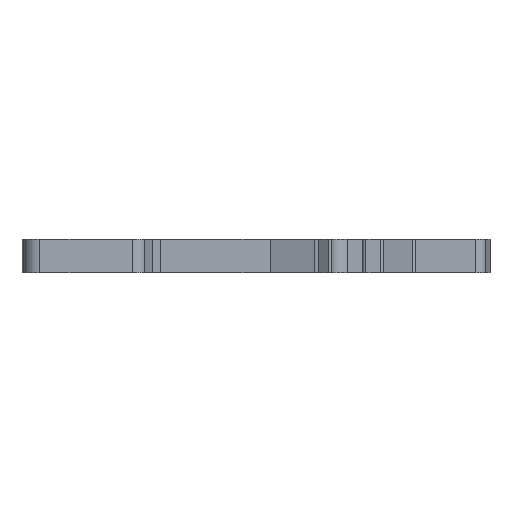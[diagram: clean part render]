
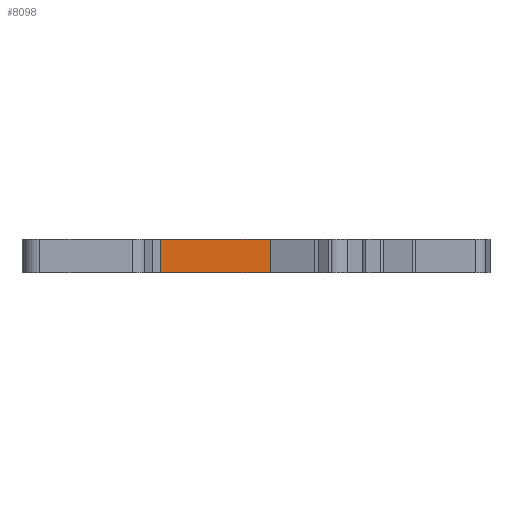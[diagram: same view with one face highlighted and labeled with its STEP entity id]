
A CAD part, front view. The second image highlights one B-rep face of the part: STEP entity #8098.
In plain terms, the highlighted planar face has unit normal (0, -1, 0).
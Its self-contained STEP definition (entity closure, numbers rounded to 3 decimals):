
#2912=DIRECTION('',(-1.,0.,0.));
#2913=VECTOR('',#2912,16.996);
#2914=CARTESIAN_POINT('',(2.196,0.,-5.2));
#2915=LINE('',#2914,#2913);
#3289=DIRECTION('',(0.,0.,-1.));
#3290=VECTOR('',#3289,5.2);
#3291=CARTESIAN_POINT('',(2.196,0.,0.));
#3292=LINE('',#3291,#3290);
#3296=DIRECTION('',(-1.,0.,0.));
#3297=VECTOR('',#3296,16.996);
#3298=CARTESIAN_POINT('',(2.196,0.,0.));
#3299=LINE('',#3298,#3297);
#3303=DIRECTION('',(0.,0.,-1.));
#3304=VECTOR('',#3303,5.2);
#3305=CARTESIAN_POINT('',(-14.8,0.,0.));
#3306=LINE('',#3305,#3304);
#4420=CARTESIAN_POINT('',(2.196,0.,0.));
#4421=VERTEX_POINT('',#4420);
#4422=CARTESIAN_POINT('',(-14.8,0.,0.));
#4423=VERTEX_POINT('',#4422);
#4998=CARTESIAN_POINT('',(-14.8,0.,-5.2));
#4999=VERTEX_POINT('',#4998);
#5000=CARTESIAN_POINT('',(2.196,0.,-5.2));
#5001=VERTEX_POINT('',#5000);
#8086=CARTESIAN_POINT('',(-15.225,0.,0.13));
#8087=DIRECTION('',(0.,-1.,0.));
#8088=DIRECTION('',(-1.,0.,0.));
#8089=AXIS2_PLACEMENT_3D('',#8086,#8087,#8088);
#8090=PLANE('',#8089);
#8091=ORIENTED_EDGE('',*,*,#5336,.F.);
#8092=ORIENTED_EDGE('',*,*,#8074,.T.);
#8093=ORIENTED_EDGE('',*,*,#7688,.T.);
#8095=ORIENTED_EDGE('',*,*,#8094,.F.);
#8096=EDGE_LOOP('',(#8091,#8092,#8093,#8095));
#8097=FACE_OUTER_BOUND('',#8096,.F.);
#5336=EDGE_CURVE('',#4421,#4423,#3299,.T.);
#7688=EDGE_CURVE('',#5001,#4999,#2915,.T.);
#8074=EDGE_CURVE('',#4421,#5001,#3292,.T.);
#8094=EDGE_CURVE('',#4423,#4999,#3306,.T.);
#8098=ADVANCED_FACE('',(#8097),#8090,.T.);
